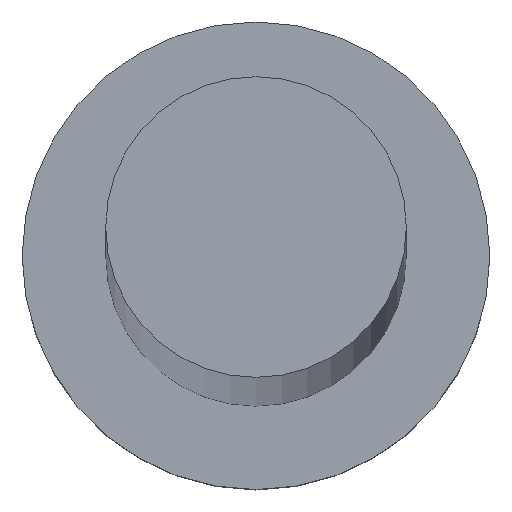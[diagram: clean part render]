
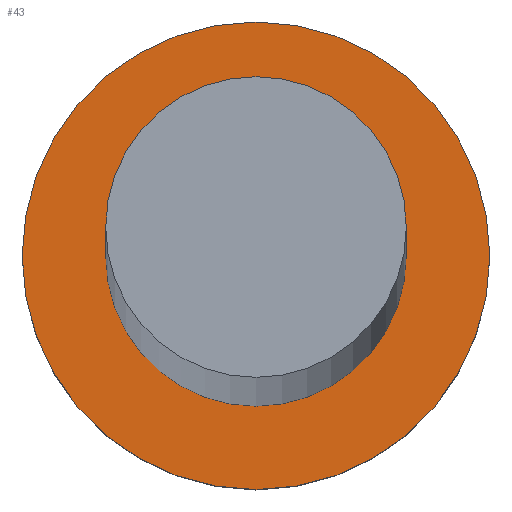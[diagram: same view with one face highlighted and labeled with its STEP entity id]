
A CAD part, top view. The second image highlights one B-rep face of the part: STEP entity #43.
In plain terms, the highlighted planar face has unit normal (0, 0, 1).
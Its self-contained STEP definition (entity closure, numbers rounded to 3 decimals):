
#11 = CARTESIAN_POINT ( 'NONE',  ( -7., 0., 6.5 ) ) ;
#17 = DIRECTION ( 'NONE',  ( 0., 0., 1. ) ) ;
#23 = PLANE ( 'NONE',  #116 ) ;
#33 = CARTESIAN_POINT ( 'NONE',  ( 0., 0., 6.5 ) ) ;
#37 = AXIS2_PLACEMENT_3D ( 'NONE', #33, #209, #252 ) ;
#43 = ADVANCED_FACE ( 'NONE', ( #155, #123 ), #23, .T. ) ;
#49 = DIRECTION ( 'NONE',  ( 0., 0., 1. ) ) ;
#58 = EDGE_LOOP ( 'NONE', ( #203, #242 ) ) ;
#63 = CIRCLE ( 'NONE', #221, 7. ) ;
#66 = CARTESIAN_POINT ( 'NONE',  ( -4.5, 0., 6.5 ) ) ;
#69 = CARTESIAN_POINT ( 'NONE',  ( 0., 0., 6.5 ) ) ;
#70 = DIRECTION ( 'NONE',  ( 1., 0., 0. ) ) ;
#77 = VERTEX_POINT ( 'NONE', #89 ) ;
#79 = CARTESIAN_POINT ( 'NONE',  ( 0., 0., 6.5 ) ) ;
#80 = CIRCLE ( 'NONE', #37, 4.5 ) ;
#82 = DIRECTION ( 'NONE',  ( 0., 0., 1. ) ) ;
#89 = CARTESIAN_POINT ( 'NONE',  ( 7., 0., 6.5 ) ) ;
#116 = AXIS2_PLACEMENT_3D ( 'NONE', #79, #82, #159 ) ;
#123 = FACE_OUTER_BOUND ( 'NONE', #243, .T. ) ;
#126 = VERTEX_POINT ( 'NONE', #11 ) ;
#152 = CARTESIAN_POINT ( 'NONE',  ( 4.5, 0., 6.5 ) ) ;
#153 = VERTEX_POINT ( 'NONE', #66 ) ;
#155 = FACE_BOUND ( 'NONE', #58, .T. ) ;
#156 = ORIENTED_EDGE ( 'NONE', *, *, #223, .T. ) ;
#159 = DIRECTION ( 'NONE',  ( 1., 0., 0. ) ) ;
#161 = CIRCLE ( 'NONE', #215, 4.5 ) ;
#164 = CARTESIAN_POINT ( 'NONE',  ( 0., 0., 6.5 ) ) ;
#166 = DIRECTION ( 'NONE',  ( 0., 0., 1. ) ) ;
#178 = CIRCLE ( 'NONE', #234, 7. ) ;
#188 = EDGE_CURVE ( 'NONE', #217, #153, #80, .T. ) ;
#203 = ORIENTED_EDGE ( 'NONE', *, *, #227, .F. ) ;
#209 = DIRECTION ( 'NONE',  ( 0., 0., 1. ) ) ;
#215 = AXIS2_PLACEMENT_3D ( 'NONE', #69, #166, #226 ) ;
#217 = VERTEX_POINT ( 'NONE', #152 ) ;
#221 = AXIS2_PLACEMENT_3D ( 'NONE', #253, #49, #230 ) ;
#223 = EDGE_CURVE ( 'NONE', #77, #126, #178, .T. ) ;
#226 = DIRECTION ( 'NONE',  ( 1., 0., 0. ) ) ;
#227 = EDGE_CURVE ( 'NONE', #153, #217, #161, .T. ) ;
#230 = DIRECTION ( 'NONE',  ( 1., 0., 0. ) ) ;
#234 = AXIS2_PLACEMENT_3D ( 'NONE', #164, #17, #70 ) ;
#240 = ORIENTED_EDGE ( 'NONE', *, *, #249, .T. ) ;
#242 = ORIENTED_EDGE ( 'NONE', *, *, #188, .F. ) ;
#243 = EDGE_LOOP ( 'NONE', ( #240, #156 ) ) ;
#249 = EDGE_CURVE ( 'NONE', #126, #77, #63, .T. ) ;
#252 = DIRECTION ( 'NONE',  ( 1., 0., 0. ) ) ;
#253 = CARTESIAN_POINT ( 'NONE',  ( 0., 0., 6.5 ) ) ;
